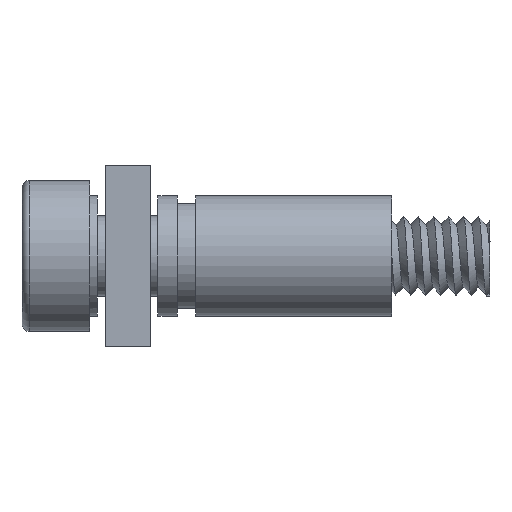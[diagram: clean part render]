
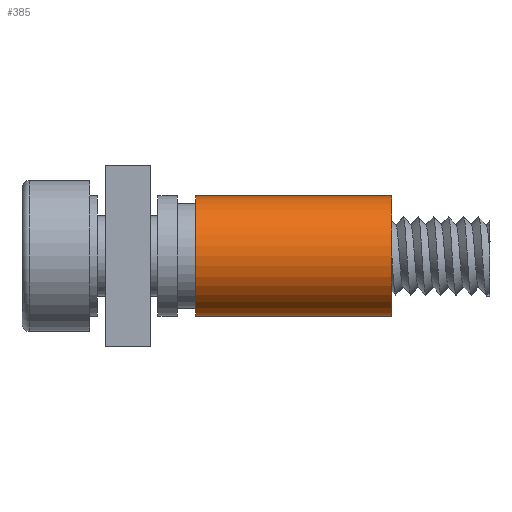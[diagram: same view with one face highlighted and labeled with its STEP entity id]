
A CAD part, left-side view. The second image highlights one B-rep face of the part: STEP entity #385.
In plain terms, the highlighted cylindrical face has radius 2 mm (diameter 4 mm), a partial arc.
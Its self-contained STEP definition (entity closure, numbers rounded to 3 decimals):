
#58 = CARTESIAN_POINT ( 'NONE',  ( 0., -5.25, 0. ) ) ;
#104 = CIRCLE ( 'NONE', #1484, 2. ) ;
#385 = ADVANCED_FACE ( 'NONE', ( #3281 ), #8405, .T. ) ;
#438 = VERTEX_POINT ( 'NONE', #9250 ) ;
#663 = DIRECTION ( 'NONE',  ( 0., 1., 0. ) ) ;
#814 = DIRECTION ( 'NONE',  ( 0., 0., -1. ) ) ;
#877 = DIRECTION ( 'NONE',  ( 0., 0., 1. ) ) ;
#953 = VECTOR ( 'NONE', #663, 1000. ) ;
#965 = AXIS2_PLACEMENT_3D ( 'NONE', #5361, #1602, #877 ) ;
#1123 = CARTESIAN_POINT ( 'NONE',  ( 0., -11.75, 2. ) ) ;
#1481 = ORIENTED_EDGE ( 'NONE', *, *, #4925, .F. ) ;
#1484 = AXIS2_PLACEMENT_3D ( 'NONE', #58, #5372, #814 ) ;
#1602 = DIRECTION ( 'NONE',  ( 0., 1., 0. ) ) ;
#1808 = VECTOR ( 'NONE', #8827, 1000. ) ;
#2509 = CARTESIAN_POINT ( 'NONE',  ( 0., -11.75, 0. ) ) ;
#3279 = DIRECTION ( 'NONE',  ( 0., 0., -1. ) ) ;
#3281 = FACE_OUTER_BOUND ( 'NONE', #7576, .T. ) ;
#3427 = ORIENTED_EDGE ( 'NONE', *, *, #7959, .T. ) ;
#3553 = EDGE_CURVE ( 'NONE', #8933, #438, #7042, .T. ) ;
#3713 = ORIENTED_EDGE ( 'NONE', *, *, #3553, .T. ) ;
#3750 = AXIS2_PLACEMENT_3D ( 'NONE', #2509, #7845, #3279 ) ;
#4224 = CIRCLE ( 'NONE', #3750, 2. ) ;
#4265 = CARTESIAN_POINT ( 'NONE',  ( 0., -11.75, -2. ) ) ;
#4400 = VERTEX_POINT ( 'NONE', #4507 ) ;
#4507 = CARTESIAN_POINT ( 'NONE',  ( 0., -5.25, -2. ) ) ;
#4925 = EDGE_CURVE ( 'NONE', #8933, #8191, #4224, .T. ) ;
#5361 = CARTESIAN_POINT ( 'NONE',  ( 0., -11.75, 0. ) ) ;
#5372 = DIRECTION ( 'NONE',  ( 0., -1., 0. ) ) ;
#5630 = CARTESIAN_POINT ( 'NONE',  ( 0., -11.75, -2. ) ) ;
#5956 = ORIENTED_EDGE ( 'NONE', *, *, #9851, .F. ) ;
#6769 = CARTESIAN_POINT ( 'NONE',  ( 0., -11.75, 2. ) ) ;
#7042 = LINE ( 'NONE', #6769, #953 ) ;
#7576 = EDGE_LOOP ( 'NONE', ( #5956, #1481, #3713, #3427 ) ) ;
#7845 = DIRECTION ( 'NONE',  ( 0., -1., 0. ) ) ;
#7959 = EDGE_CURVE ( 'NONE', #438, #4400, #104, .T. ) ;
#8191 = VERTEX_POINT ( 'NONE', #5630 ) ;
#8405 = CYLINDRICAL_SURFACE ( 'NONE', #965, 2. ) ;
#8827 = DIRECTION ( 'NONE',  ( 0., 1., 0. ) ) ;
#8933 = VERTEX_POINT ( 'NONE', #1123 ) ;
#9250 = CARTESIAN_POINT ( 'NONE',  ( 0., -5.25, 2. ) ) ;
#9636 = LINE ( 'NONE', #4265, #1808 ) ;
#9851 = EDGE_CURVE ( 'NONE', #8191, #4400, #9636, .T. ) ;
